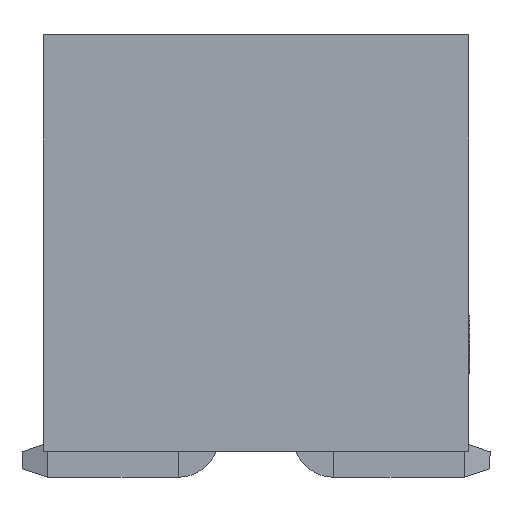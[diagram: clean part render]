
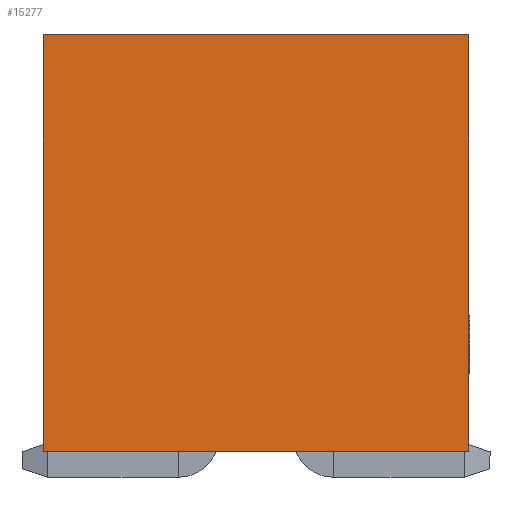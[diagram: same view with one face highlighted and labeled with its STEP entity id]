
A CAD part, left-side view. The second image highlights one B-rep face of the part: STEP entity #15277.
In plain terms, the highlighted planar face has unit normal (-1, 0, 0).
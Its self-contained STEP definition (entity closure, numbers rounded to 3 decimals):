
#1335 = CARTESIAN_POINT ( 'NONE',  ( 0., 5.05, 4.9 ) ) ;
#2468 = VECTOR ( 'NONE', #2725, 1000. ) ;
#2725 = DIRECTION ( 'NONE',  ( 0., 0., 1. ) ) ;
#3024 = ORIENTED_EDGE ( 'NONE', *, *, #24198, .T. ) ;
#3144 = CARTESIAN_POINT ( 'NONE',  ( 0., 0.05, 0. ) ) ;
#3558 = DIRECTION ( 'NONE',  ( 0., 1., 0. ) ) ;
#3978 = DIRECTION ( 'NONE',  ( 0., 0., -1. ) ) ;
#4408 = ORIENTED_EDGE ( 'NONE', *, *, #15942, .T. ) ;
#4530 = LINE ( 'NONE', #16403, #21480 ) ;
#5298 = EDGE_CURVE ( 'NONE', #13876, #22472, #4530, .T. ) ;
#6266 = CARTESIAN_POINT ( 'NONE',  ( 0., 5.05, 4.9 ) ) ;
#8707 = PLANE ( 'NONE',  #15684 ) ;
#9368 = ORIENTED_EDGE ( 'NONE', *, *, #5298, .T. ) ;
#9434 = VECTOR ( 'NONE', #12087, 1000. ) ;
#10998 = DIRECTION ( 'NONE',  ( 1., 0., 0. ) ) ;
#11021 = VERTEX_POINT ( 'NONE', #3144 ) ;
#12087 = DIRECTION ( 'NONE',  ( 0., -1., 0. ) ) ;
#12371 = DIRECTION ( 'NONE',  ( 0., 1., 0. ) ) ;
#13292 = CARTESIAN_POINT ( 'NONE',  ( 0., 2.55, 2.45 ) ) ;
#13876 = VERTEX_POINT ( 'NONE', #21376 ) ;
#14355 = LINE ( 'NONE', #20187, #2468 ) ;
#15277 = ADVANCED_FACE ( 'NONE', ( #22435 ), #8707, .F. ) ;
#15684 = AXIS2_PLACEMENT_3D ( 'NONE', #13292, #10998, #3558 ) ;
#15834 = EDGE_LOOP ( 'NONE', ( #4408, #3024, #19527, #9368 ) ) ;
#15942 = EDGE_CURVE ( 'NONE', #22472, #24048, #19901, .T. ) ;
#16403 = CARTESIAN_POINT ( 'NONE',  ( 0., 0.05, 4.9 ) ) ;
#19527 = ORIENTED_EDGE ( 'NONE', *, *, #24126, .T. ) ;
#19778 = LINE ( 'NONE', #21193, #9434 ) ;
#19901 = LINE ( 'NONE', #6266, #21795 ) ;
#20187 = CARTESIAN_POINT ( 'NONE',  ( 0., 0.05, 0. ) ) ;
#21193 = CARTESIAN_POINT ( 'NONE',  ( 0., 5.05, 0. ) ) ;
#21376 = CARTESIAN_POINT ( 'NONE',  ( 0., 0.05, 4.9 ) ) ;
#21480 = VECTOR ( 'NONE', #12371, 1000. ) ;
#21795 = VECTOR ( 'NONE', #3978, 1000. ) ;
#22435 = FACE_OUTER_BOUND ( 'NONE', #15834, .T. ) ;
#22472 = VERTEX_POINT ( 'NONE', #1335 ) ;
#24048 = VERTEX_POINT ( 'NONE', #25174 ) ;
#24126 = EDGE_CURVE ( 'NONE', #11021, #13876, #14355, .T. ) ;
#24198 = EDGE_CURVE ( 'NONE', #24048, #11021, #19778, .T. ) ;
#25174 = CARTESIAN_POINT ( 'NONE',  ( 0., 5.05, 0. ) ) ;
